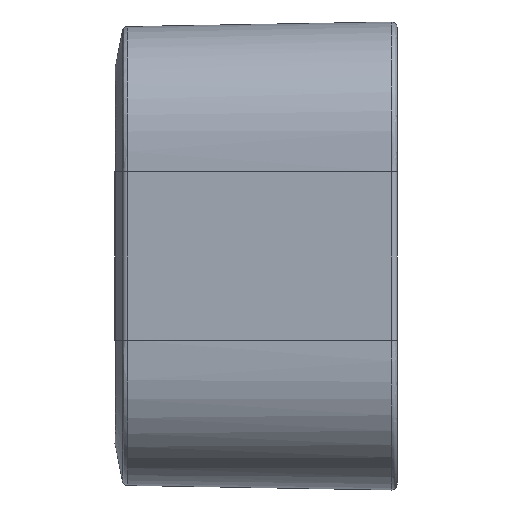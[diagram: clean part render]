
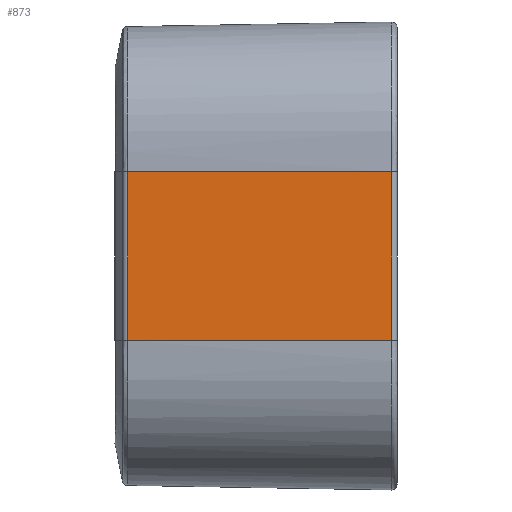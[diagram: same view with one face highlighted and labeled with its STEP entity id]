
A CAD part, left-side view. The second image highlights one B-rep face of the part: STEP entity #873.
In plain terms, the highlighted planar face has unit normal (-1, 0.018, 0).
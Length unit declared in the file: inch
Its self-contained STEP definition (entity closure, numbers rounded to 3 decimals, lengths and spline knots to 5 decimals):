
#47 = VECTOR ( 'NONE', #270, 39.37008 ) ;
#70 = DIRECTION ( 'NONE',  ( -0.017, -1., 0. ) ) ;
#83 = LINE ( 'NONE', #1567, #2011 ) ;
#199 = DIRECTION ( 'NONE',  ( -0.017, -1., 0. ) ) ;
#200 = EDGE_CURVE ( 'NONE', #1866, #1094, #1188, .T. ) ;
#209 = ORIENTED_EDGE ( 'NONE', *, *, #2791, .F. ) ;
#265 = ORIENTED_EDGE ( 'NONE', *, *, #2537, .T. ) ;
#270 = DIRECTION ( 'NONE',  ( 0., 0., 1. ) ) ;
#284 = DIRECTION ( 'NONE',  ( -0.017, -1., 0. ) ) ;
#581 = VECTOR ( 'NONE', #70, 39.37008 ) ;
#656 = PLANE ( 'NONE',  #718 ) ;
#718 = AXIS2_PLACEMENT_3D ( 'NONE', #4531, #2596, #284 ) ;
#873 = ADVANCED_FACE ( 'NONE', ( #2654 ), #656, .T. ) ;
#1094 = VERTEX_POINT ( 'NONE', #4182 ) ;
#1166 = EDGE_LOOP ( 'NONE', ( #1855, #3238, #209, #265 ) ) ;
#1188 = LINE ( 'NONE', #4967, #47 ) ;
#1220 = CARTESIAN_POINT ( 'NONE',  ( -1.21042, 0.09076, -0.18759 ) ) ;
#1567 = CARTESIAN_POINT ( 'NONE',  ( -1.20015, 0.6793, -0.18759 ) ) ;
#1855 = ORIENTED_EDGE ( 'NONE', *, *, #2204, .T. ) ;
#1866 = VERTEX_POINT ( 'NONE', #1220 ) ;
#1945 = DIRECTION ( 'NONE',  ( 0., 0., -1. ) ) ;
#1947 = CARTESIAN_POINT ( 'NONE',  ( -1.20015, 0.6793, -0.18759 ) ) ;
#2011 = VECTOR ( 'NONE', #1945, 39.37008 ) ;
#2168 = CARTESIAN_POINT ( 'NONE',  ( -1.20015, 0.6793, 0.18759 ) ) ;
#2204 = EDGE_CURVE ( 'NONE', #3055, #1866, #4456, .T. ) ;
#2428 = VERTEX_POINT ( 'NONE', #2168 ) ;
#2537 = EDGE_CURVE ( 'NONE', #2428, #3055, #83, .T. ) ;
#2575 = VECTOR ( 'NONE', #199, 39.37008 ) ;
#2596 = DIRECTION ( 'NONE',  ( -1., 0.017, 0. ) ) ;
#2654 = FACE_OUTER_BOUND ( 'NONE', #1166, .T. ) ;
#2791 = EDGE_CURVE ( 'NONE', #2428, #1094, #3830, .T. ) ;
#2853 = CARTESIAN_POINT ( 'NONE',  ( -1.21063, 0.07874, -0.18759 ) ) ;
#3055 = VERTEX_POINT ( 'NONE', #1947 ) ;
#3238 = ORIENTED_EDGE ( 'NONE', *, *, #200, .T. ) ;
#3830 = LINE ( 'NONE', #4124, #2575 ) ;
#4124 = CARTESIAN_POINT ( 'NONE',  ( -1.21063, 0.07874, 0.18759 ) ) ;
#4182 = CARTESIAN_POINT ( 'NONE',  ( -1.21042, 0.09076, 0.18759 ) ) ;
#4456 = LINE ( 'NONE', #2853, #581 ) ;
#4531 = CARTESIAN_POINT ( 'NONE',  ( -1.21063, 0.07874, -0.18759 ) ) ;
#4967 = CARTESIAN_POINT ( 'NONE',  ( -1.21042, 0.09076, -0.18759 ) ) ;
